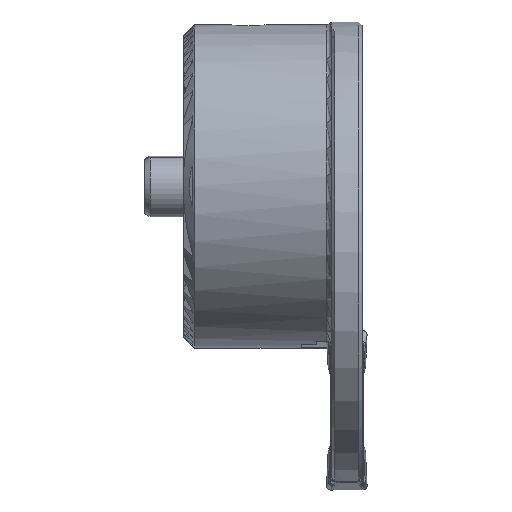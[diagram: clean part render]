
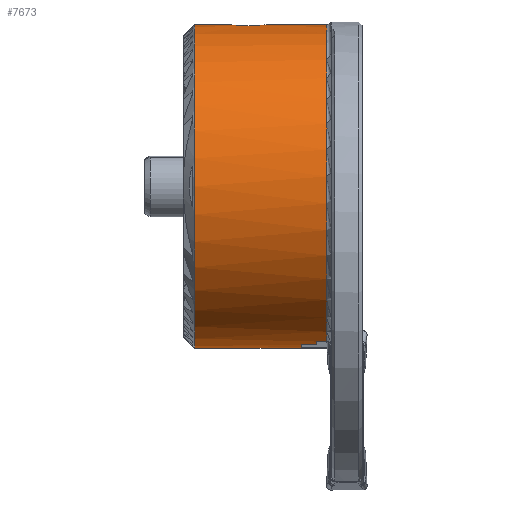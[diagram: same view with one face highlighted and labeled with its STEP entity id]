
A CAD part, front view. The second image highlights one B-rep face of the part: STEP entity #7673.
In plain terms, the highlighted cylindrical face has radius 16 mm (diameter 32 mm), a partial arc.
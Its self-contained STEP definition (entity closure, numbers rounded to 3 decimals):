
#78 = CARTESIAN_POINT ( 'NONE',  ( 7.747, -1.008, 15.97 ) ) ;
#307 = ORIENTED_EDGE ( 'NONE', *, *, #3656, .F. ) ;
#326 = AXIS2_PLACEMENT_3D ( 'NONE', #1933, #6858, #14734 ) ;
#769 = EDGE_CURVE ( 'NONE', #10538, #6386, #12674, .T. ) ;
#1056 = EDGE_CURVE ( 'NONE', #3819, #5891, #9344, .T. ) ;
#1061 = DIRECTION ( 'NONE',  ( -1., 0., 0. ) ) ;
#1120 = CARTESIAN_POINT ( 'NONE',  ( 4.78, -1.59, 15.921 ) ) ;
#1226 = CARTESIAN_POINT ( 'NONE',  ( 5.736, -1.987, 15.876 ) ) ;
#1540 = CARTESIAN_POINT ( 'NONE',  ( 6.886, -1.798, 15.899 ) ) ;
#1933 = CARTESIAN_POINT ( 'NONE',  ( 0.7, 0., 0. ) ) ;
#2131 = CIRCLE ( 'NONE', #15503, 16. ) ;
#2293 = FACE_OUTER_BOUND ( 'NONE', #18422, .T. ) ;
#2328 = AXIS2_PLACEMENT_3D ( 'NONE', #20240, #13622, #3756 ) ;
#2771 = CARTESIAN_POINT ( 'NONE',  ( 11.25, 0., -16. ) ) ;
#2832 = CARTESIAN_POINT ( 'NONE',  ( -0.6, 0., -16. ) ) ;
#2889 = CARTESIAN_POINT ( 'NONE',  ( 4., 0., 16. ) ) ;
#3207 = ORIENTED_EDGE ( 'NONE', *, *, #12380, .F. ) ;
#3216 = CARTESIAN_POINT ( 'NONE',  ( 8., 0., 16. ) ) ;
#3656 = EDGE_CURVE ( 'NONE', #4740, #3819, #17232, .T. ) ;
#3756 = DIRECTION ( 'NONE',  ( 0., 0., 1. ) ) ;
#3819 = VERTEX_POINT ( 'NONE', #11373 ) ;
#4061 = CARTESIAN_POINT ( 'NONE',  ( 6.131, -2., 15.874 ) ) ;
#4152 = CARTESIAN_POINT ( 'NONE',  ( 6.517, -1.937, 15.882 ) ) ;
#4235 = VECTOR ( 'NONE', #17862, 1000. ) ;
#4740 = VERTEX_POINT ( 'NONE', #2771 ) ;
#4816 = ORIENTED_EDGE ( 'NONE', *, *, #16623, .F. ) ;
#5395 = LINE ( 'NONE', #8739, #6552 ) ;
#5540 = CARTESIAN_POINT ( 'NONE',  ( 12.75, -3.327, -15.65 ) ) ;
#5541 = CYLINDRICAL_SURFACE ( 'NONE', #2328, 16. ) ;
#5623 = CARTESIAN_POINT ( 'NONE',  ( 5.481, -1.936, 15.882 ) ) ;
#5673 = CARTESIAN_POINT ( 'NONE',  ( 12.75, -4.589, -15.328 ) ) ;
#5764 = LINE ( 'NONE', #7765, #19519 ) ;
#5891 = VERTEX_POINT ( 'NONE', #13186 ) ;
#6056 = VECTOR ( 'NONE', #7972, 1000. ) ;
#6386 = VERTEX_POINT ( 'NONE', #5540 ) ;
#6436 = ORIENTED_EDGE ( 'NONE', *, *, #12812, .T. ) ;
#6552 = VECTOR ( 'NONE', #13676, 1000. ) ;
#6858 = DIRECTION ( 'NONE',  ( -1., 0., 0. ) ) ;
#7057 = CARTESIAN_POINT ( 'NONE',  ( 13.75, -4.589, -15.328 ) ) ;
#7201 = CARTESIAN_POINT ( 'NONE',  ( 4.052, -0.524, 15.993 ) ) ;
#7451 = ORIENTED_EDGE ( 'NONE', *, *, #769, .F. ) ;
#7510 = CARTESIAN_POINT ( 'NONE',  ( 4.997, -1.735, 15.906 ) ) ;
#7592 = DIRECTION ( 'NONE',  ( 1., 0., 0. ) ) ;
#7673 = ADVANCED_FACE ( 'NONE', ( #2293 ), #5541, .T. ) ;
#7680 = B_SPLINE_CURVE_WITH_KNOTS ( 'NONE', 3,
 ( #2889, #15582, #7201, #13713, #13613, #20329, #1120, #7510, #20030, #20131, #5623, #1226, #18450, #4061, #18549, #4152, #19288, #1540, #12856, #19177, #8136, #14545, #78, #17489, #8033, #3216 ),
 .UNSPECIFIED., .F., .F.,
 ( 4, 2, 2, 2, 2, 2, 2, 2, 2, 2, 2, 2, 4 ),
 ( 0.006, 0.007, 0.008, 0.008, 0.009, 0.009, 0.009, 0.01, 0.01, 0.011, 0.011, 0.012, 0.013 ),
 .UNSPECIFIED. ) ;
#7765 = CARTESIAN_POINT ( 'NONE',  ( -0.6, 0., 16. ) ) ;
#7972 = DIRECTION ( 'NONE',  ( -1., 0., 0. ) ) ;
#8033 = CARTESIAN_POINT ( 'NONE',  ( 8., -0.265, 16. ) ) ;
#8136 = CARTESIAN_POINT ( 'NONE',  ( 7.321, -1.507, 15.929 ) ) ;
#8739 = CARTESIAN_POINT ( 'NONE',  ( -0.6, -4.589, -15.328 ) ) ;
#9344 = CIRCLE ( 'NONE', #326, 16. ) ;
#9443 = CARTESIAN_POINT ( 'NONE',  ( -0.6, 0., 16. ) ) ;
#10018 = ORIENTED_EDGE ( 'NONE', *, *, #1056, .F. ) ;
#10339 = CARTESIAN_POINT ( 'NONE',  ( 12.75, 0., 0. ) ) ;
#10500 = DIRECTION ( 'NONE',  ( -1., 0., 0. ) ) ;
#10511 = AXIS2_PLACEMENT_3D ( 'NONE', #17396, #19184, #11181 ) ;
#10538 = VERTEX_POINT ( 'NONE', #5673 ) ;
#10619 = VERTEX_POINT ( 'NONE', #7057 ) ;
#11181 = DIRECTION ( 'NONE',  ( 0., 0., -1. ) ) ;
#11333 = LINE ( 'NONE', #9443, #6056 ) ;
#11373 = CARTESIAN_POINT ( 'NONE',  ( 0.7, 0., -16. ) ) ;
#11882 = CIRCLE ( 'NONE', #10511, 16. ) ;
#12029 = AXIS2_PLACEMENT_3D ( 'NONE', #10339, #7592, #20012 ) ;
#12145 = CARTESIAN_POINT ( 'NONE',  ( 13.75, 0., 16. ) ) ;
#12380 = EDGE_CURVE ( 'NONE', #14168, #4740, #11882, .T. ) ;
#12674 = CIRCLE ( 'NONE', #12029, 16. ) ;
#12812 = EDGE_CURVE ( 'NONE', #14168, #6386, #15221, .T. ) ;
#12856 = CARTESIAN_POINT ( 'NONE',  ( 7.001, -1.737, 15.906 ) ) ;
#12872 = VERTEX_POINT ( 'NONE', #13463 ) ;
#12999 = EDGE_CURVE ( 'NONE', #12872, #5891, #5764, .T. ) ;
#13018 = EDGE_CURVE ( 'NONE', #16215, #15786, #11333, .T. ) ;
#13186 = CARTESIAN_POINT ( 'NONE',  ( 0.7, 0., 16. ) ) ;
#13463 = CARTESIAN_POINT ( 'NONE',  ( 4., 0., 16. ) ) ;
#13549 = VECTOR ( 'NONE', #19889, 1000. ) ;
#13613 = CARTESIAN_POINT ( 'NONE',  ( 4.401, -1.229, 15.954 ) ) ;
#13622 = DIRECTION ( 'NONE',  ( -1., 0., 0. ) ) ;
#13676 = DIRECTION ( 'NONE',  ( 1., 0., 0. ) ) ;
#13713 = CARTESIAN_POINT ( 'NONE',  ( 4.252, -1.006, 15.97 ) ) ;
#14168 = VERTEX_POINT ( 'NONE', #18978 ) ;
#14178 = EDGE_CURVE ( 'NONE', #10538, #10619, #5395, .T. ) ;
#14545 = CARTESIAN_POINT ( 'NONE',  ( 7.598, -1.231, 15.954 ) ) ;
#14729 = EDGE_CURVE ( 'NONE', #10619, #16215, #2131, .T. ) ;
#14734 = DIRECTION ( 'NONE',  ( 0., 0., 1. ) ) ;
#15124 = CARTESIAN_POINT ( 'NONE',  ( -0.6, -3.327, -15.65 ) ) ;
#15221 = LINE ( 'NONE', #15124, #13549 ) ;
#15309 = DIRECTION ( 'NONE',  ( 0., 0., -1. ) ) ;
#15413 = CARTESIAN_POINT ( 'NONE',  ( 13.75, 0., 0. ) ) ;
#15503 = AXIS2_PLACEMENT_3D ( 'NONE', #15413, #1061, #15309 ) ;
#15582 = CARTESIAN_POINT ( 'NONE',  ( 4., -0.261, 16. ) ) ;
#15786 = VERTEX_POINT ( 'NONE', #17120 ) ;
#16215 = VERTEX_POINT ( 'NONE', #12145 ) ;
#16623 = EDGE_CURVE ( 'NONE', #12872, #15786, #7680, .T. ) ;
#17120 = CARTESIAN_POINT ( 'NONE',  ( 8., 0., 16. ) ) ;
#17232 = LINE ( 'NONE', #2832, #4235 ) ;
#17396 = CARTESIAN_POINT ( 'NONE',  ( 11.25, 0., 0. ) ) ;
#17489 = CARTESIAN_POINT ( 'NONE',  ( 7.947, -0.527, 15.993 ) ) ;
#17862 = DIRECTION ( 'NONE',  ( -1., 0., 0. ) ) ;
#18422 = EDGE_LOOP ( 'NONE', ( #307, #3207, #6436, #7451, #19222, #19108, #18921, #4816, #19477, #10018 ) ) ;
#18450 = CARTESIAN_POINT ( 'NONE',  ( 5.866, -2., 15.875 ) ) ;
#18549 = CARTESIAN_POINT ( 'NONE',  ( 6.261, -1.987, 15.876 ) ) ;
#18921 = ORIENTED_EDGE ( 'NONE', *, *, #13018, .T. ) ;
#18978 = CARTESIAN_POINT ( 'NONE',  ( 11.25, -3.327, -15.65 ) ) ;
#19108 = ORIENTED_EDGE ( 'NONE', *, *, #14729, .T. ) ;
#19177 = CARTESIAN_POINT ( 'NONE',  ( 7.218, -1.592, 15.921 ) ) ;
#19184 = DIRECTION ( 'NONE',  ( 1., 0., 0. ) ) ;
#19222 = ORIENTED_EDGE ( 'NONE', *, *, #14178, .T. ) ;
#19288 = CARTESIAN_POINT ( 'NONE',  ( 6.644, -1.898, 15.887 ) ) ;
#19477 = ORIENTED_EDGE ( 'NONE', *, *, #12999, .T. ) ;
#19519 = VECTOR ( 'NONE', #10500, 1000. ) ;
#19889 = DIRECTION ( 'NONE',  ( 1., 0., 0. ) ) ;
#20012 = DIRECTION ( 'NONE',  ( 0., 0., -1. ) ) ;
#20030 = CARTESIAN_POINT ( 'NONE',  ( 5.112, -1.797, 15.899 ) ) ;
#20131 = CARTESIAN_POINT ( 'NONE',  ( 5.354, -1.897, 15.887 ) ) ;
#20240 = CARTESIAN_POINT ( 'NONE',  ( -0.6, 0., 0. ) ) ;
#20329 = CARTESIAN_POINT ( 'NONE',  ( 4.677, -1.506, 15.929 ) ) ;
